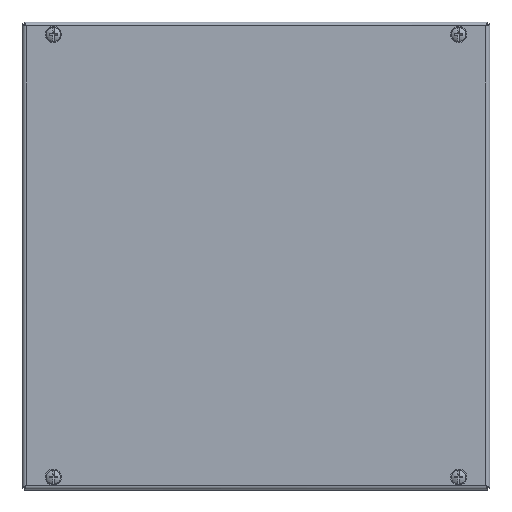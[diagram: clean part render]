
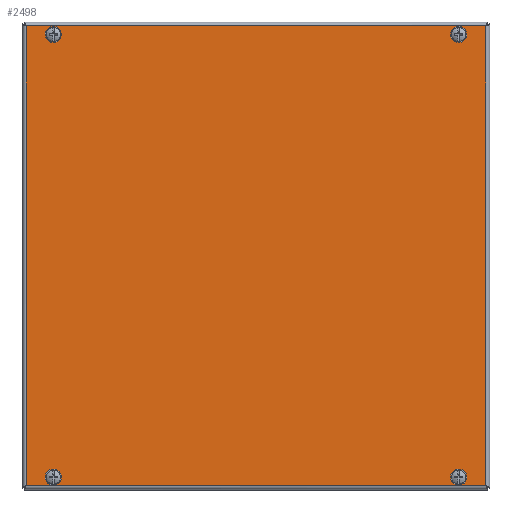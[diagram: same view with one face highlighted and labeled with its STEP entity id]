
A CAD part, top view. The second image highlights one B-rep face of the part: STEP entity #2498.
In plain terms, the highlighted face is planar.
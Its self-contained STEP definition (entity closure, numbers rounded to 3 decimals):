
#51 = DIRECTION ( 'NONE',  ( 1., 0., 0. ) ) ;
#70 = DIRECTION ( 'NONE',  ( 0., 0., -1. ) ) ;
#164 = CARTESIAN_POINT ( 'NONE',  ( -130., 142., 0. ) ) ;
#475 = AXIS2_PLACEMENT_3D ( 'NONE', #16213, #10005, #16452 ) ;
#534 = VERTEX_POINT ( 'NONE', #14520 ) ;
#1071 = CARTESIAN_POINT ( 'NONE',  ( -130., -142., 0. ) ) ;
#1614 = DIRECTION ( 'NONE',  ( 1., 0., 0. ) ) ;
#1647 = DIRECTION ( 'NONE',  ( 0., 0., -1. ) ) ;
#1681 = CARTESIAN_POINT ( 'NONE',  ( 130., -142., 0. ) ) ;
#1836 = VERTEX_POINT ( 'NONE', #15102 ) ;
#1980 = VERTEX_POINT ( 'NONE', #15157 ) ;
#1992 = VERTEX_POINT ( 'NONE', #15197 ) ;
#1996 = VERTEX_POINT ( 'NONE', #15258 ) ;
#2498 = ADVANCED_FACE ( 'NONE', ( #5378, #5431, #5366, #5394, #5349 ), #10076, .F. ) ;
#4931 = VERTEX_POINT ( 'NONE', #6823 ) ;
#5349 = FACE_OUTER_BOUND ( 'NONE', #8101, .T. ) ;
#5366 = FACE_BOUND ( 'NONE', #8290, .T. ) ;
#5378 = FACE_BOUND ( 'NONE', #9733, .T. ) ;
#5394 = FACE_BOUND ( 'NONE', #8148, .T. ) ;
#5431 = FACE_BOUND ( 'NONE', #10278, .T. ) ;
#5549 = ORIENTED_EDGE ( 'NONE', *, *, #7112, .T. ) ;
#5563 = ORIENTED_EDGE ( 'NONE', *, *, #7187, .T. ) ;
#6001 = CARTESIAN_POINT ( 'NONE',  ( 147.5, 147.5, 0. ) ) ;
#6444 = ORIENTED_EDGE ( 'NONE', *, *, #7213, .T. ) ;
#6459 = VERTEX_POINT ( 'NONE', #6001 ) ;
#6800 = EDGE_CURVE ( 'NONE', #1996, #1996, #16400, .T. ) ;
#6823 = CARTESIAN_POINT ( 'NONE',  ( -147.5, 147.5, 0. ) ) ;
#6861 = EDGE_CURVE ( 'NONE', #1992, #1992, #15904, .T. ) ;
#7001 = EDGE_CURVE ( 'NONE', #1980, #1980, #15540, .T. ) ;
#7042 = ORIENTED_EDGE ( 'NONE', *, *, #6800, .F. ) ;
#7051 = EDGE_CURVE ( 'NONE', #1836, #1836, #15493, .T. ) ;
#7069 = ORIENTED_EDGE ( 'NONE', *, *, #7001, .F. ) ;
#7094 = EDGE_CURVE ( 'NONE', #534, #14166, #15627, .T. ) ;
#7112 = EDGE_CURVE ( 'NONE', #14166, #4931, #15833, .T. ) ;
#7187 = EDGE_CURVE ( 'NONE', #4931, #6459, #16106, .T. ) ;
#7213 = EDGE_CURVE ( 'NONE', #6459, #534, #16164, .T. ) ;
#7229 = ORIENTED_EDGE ( 'NONE', *, *, #6861, .F. ) ;
#7289 = ORIENTED_EDGE ( 'NONE', *, *, #7051, .F. ) ;
#7390 = ORIENTED_EDGE ( 'NONE', *, *, #7094, .T. ) ;
#7776 = DIRECTION ( 'NONE',  ( -1., 0., 0. ) ) ;
#7784 = DIRECTION ( 'NONE',  ( 0., 0., -1. ) ) ;
#8101 = EDGE_LOOP ( 'NONE', ( #7390, #5549, #5563, #6444 ) ) ;
#8148 = EDGE_LOOP ( 'NONE', ( #7289 ) ) ;
#8290 = EDGE_LOOP ( 'NONE', ( #7069 ) ) ;
#8994 = CARTESIAN_POINT ( 'NONE',  ( -147.5, -147.5, 0. ) ) ;
#9733 = EDGE_LOOP ( 'NONE', ( #7042 ) ) ;
#10005 = DIRECTION ( 'NONE',  ( 0., 0., 1. ) ) ;
#10076 = PLANE ( 'NONE',  #475 ) ;
#10278 = EDGE_LOOP ( 'NONE', ( #7229 ) ) ;
#11352 = DIRECTION ( 'NONE',  ( 0., -1., 0. ) ) ;
#11635 = CARTESIAN_POINT ( 'NONE',  ( 147.5, 148.743, 0. ) ) ;
#11857 = DIRECTION ( 'NONE',  ( 1., 0., 0. ) ) ;
#11965 = AXIS2_PLACEMENT_3D ( 'NONE', #15391, #15156, #15180 ) ;
#12006 = AXIS2_PLACEMENT_3D ( 'NONE', #164, #70, #51 ) ;
#12047 = CARTESIAN_POINT ( 'NONE',  ( -148.743, 147.5, 0. ) ) ;
#12064 = AXIS2_PLACEMENT_3D ( 'NONE', #1071, #7784, #7776 ) ;
#12117 = AXIS2_PLACEMENT_3D ( 'NONE', #1681, #1647, #1614 ) ;
#13615 = DIRECTION ( 'NONE',  ( 0., 1., 0. ) ) ;
#14166 = VERTEX_POINT ( 'NONE', #8994 ) ;
#14467 = CARTESIAN_POINT ( 'NONE',  ( -147.5, -148.743, 0. ) ) ;
#14520 = CARTESIAN_POINT ( 'NONE',  ( 147.5, -147.5, 0. ) ) ;
#14754 = DIRECTION ( 'NONE',  ( -1., 0., 0. ) ) ;
#14899 = CARTESIAN_POINT ( 'NONE',  ( 148.743, -147.5, 0. ) ) ;
#15102 = CARTESIAN_POINT ( 'NONE',  ( 126., 142., 0. ) ) ;
#15156 = DIRECTION ( 'NONE',  ( 0., 0., -1. ) ) ;
#15157 = CARTESIAN_POINT ( 'NONE',  ( -126., 142., 0. ) ) ;
#15180 = DIRECTION ( 'NONE',  ( -1., 0., 0. ) ) ;
#15197 = CARTESIAN_POINT ( 'NONE',  ( -134., -142., 0. ) ) ;
#15258 = CARTESIAN_POINT ( 'NONE',  ( 134., -142., 0. ) ) ;
#15391 = CARTESIAN_POINT ( 'NONE',  ( 130., 142., 0. ) ) ;
#15493 = CIRCLE ( 'NONE', #11965, 4. ) ;
#15540 = CIRCLE ( 'NONE', #12006, 4. ) ;
#15627 = LINE ( 'NONE', #14899, #15664 ) ;
#15664 = VECTOR ( 'NONE', #14754, 1000. ) ;
#15833 = LINE ( 'NONE', #14467, #16061 ) ;
#15858 = VECTOR ( 'NONE', #11352, 1000. ) ;
#15904 = CIRCLE ( 'NONE', #12064, 4. ) ;
#16038 = VECTOR ( 'NONE', #11857, 1000. ) ;
#16061 = VECTOR ( 'NONE', #13615, 1000. ) ;
#16106 = LINE ( 'NONE', #12047, #16038 ) ;
#16164 = LINE ( 'NONE', #11635, #15858 ) ;
#16213 = CARTESIAN_POINT ( 'NONE',  ( -150., 150., 0. ) ) ;
#16400 = CIRCLE ( 'NONE', #12117, 4. ) ;
#16452 = DIRECTION ( 'NONE',  ( 1., 0., 0. ) ) ;
